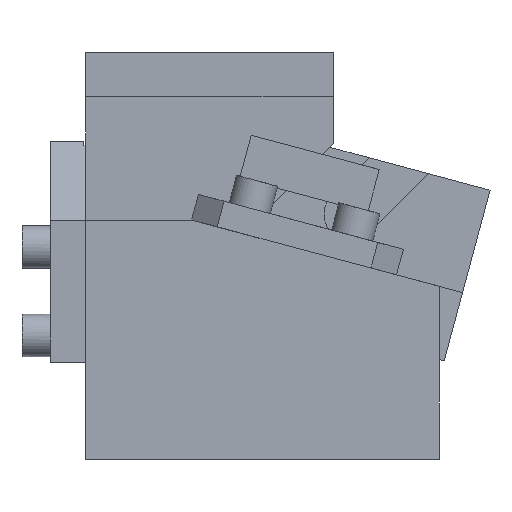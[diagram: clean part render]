
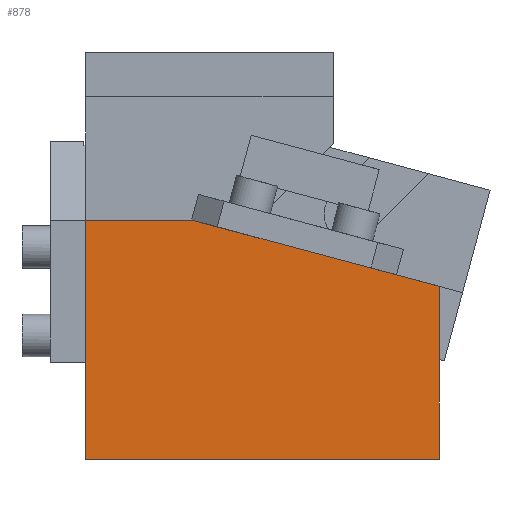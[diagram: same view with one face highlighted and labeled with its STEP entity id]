
A CAD part, front view. The second image highlights one B-rep face of the part: STEP entity #878.
In plain terms, the highlighted planar face has unit normal (0, -1, 0).
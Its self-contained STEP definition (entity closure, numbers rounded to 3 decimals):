
#307=CARTESIAN_POINT('Vertex',(0.,0.,0.)) ;
#311=CARTESIAN_POINT('Control Point',(0.,0.,135.)) ;
#312=CARTESIAN_POINT('Control Point',(0.,0.,108.)) ;
#313=CARTESIAN_POINT('Control Point',(0.,0.,81.)) ;
#314=CARTESIAN_POINT('Control Point',(0.,0.,54.)) ;
#315=CARTESIAN_POINT('Control Point',(0.,0.,27.)) ;
#316=CARTESIAN_POINT('Control Point',(0.,0.,0.)) ;
#317=CARTESIAN_POINT('Vertex',(0.,0.,135.)) ;
#483=CARTESIAN_POINT('Line Origine',(200.,0.,48.911)) ;
#487=CARTESIAN_POINT('Vertex',(200.,0.,0.)) ;
#489=CARTESIAN_POINT('Vertex',(200.,0.,97.821)) ;
#846=CARTESIAN_POINT('Axis2P3D Location',(0.,0.,10.)) ;
#851=CARTESIAN_POINT('Line Origine',(130.623,0.,116.411)) ;
#855=CARTESIAN_POINT('Vertex',(61.247,0.,135.)) ;
#859=CARTESIAN_POINT('Control Point',(61.247,0.,135.)) ;
#860=CARTESIAN_POINT('Control Point',(48.997,0.,135.)) ;
#861=CARTESIAN_POINT('Control Point',(36.748,0.,135.)) ;
#862=CARTESIAN_POINT('Control Point',(24.499,0.,135.)) ;
#863=CARTESIAN_POINT('Control Point',(12.249,0.,135.)) ;
#864=CARTESIAN_POINT('Control Point',(0.,0.,135.)) ;
#866=CARTESIAN_POINT('Line Origine',(100.,0.,0.)) ;
#484=DIRECTION('Vector Direction',(0.,0.,1.)) ;
#847=DIRECTION('Axis2P3D Direction',(0.,-1.,0.)) ;
#848=DIRECTION('Axis2P3D XDirection',(1.,0.,0.)) ;
#852=DIRECTION('Vector Direction',(-0.966,0.,0.259)) ;
#867=DIRECTION('Vector Direction',(-1.,0.,0.)) ;
#849=AXIS2_PLACEMENT_3D('Plane Axis2P3D',#846,#847,#848) ;
#872=ORIENTED_EDGE('',*,*,#857,.T.) ;
#873=ORIENTED_EDGE('',*,*,#865,.T.) ;
#874=ORIENTED_EDGE('',*,*,#319,.T.) ;
#875=ORIENTED_EDGE('',*,*,#870,.F.) ;
#876=ORIENTED_EDGE('',*,*,#491,.T.) ;
#485=VECTOR('Line Direction',#484,1.) ;
#853=VECTOR('Line Direction',#852,1.) ;
#868=VECTOR('Line Direction',#867,1.) ;
#878=ADVANCED_FACE('CAM HOLDER',(#877),#850,.T.) ;
#310=B_SPLINE_CURVE_WITH_KNOTS('',5,(#311,#312,#313,#314,#315,#316),.UNSPECIFIED.,.F.,.U.,(6,6),(0.,135.),.UNSPECIFIED.) ;
#858=B_SPLINE_CURVE_WITH_KNOTS('',5,(#859,#860,#861,#862,#863,#864),.UNSPECIFIED.,.F.,.U.,(6,6),(0.,61.247),.UNSPECIFIED.) ;
#319=EDGE_CURVE('',#318,#308,#310,.T.) ;
#491=EDGE_CURVE('',#488,#490,#486,.T.) ;
#857=EDGE_CURVE('',#490,#856,#854,.T.) ;
#865=EDGE_CURVE('',#856,#318,#858,.T.) ;
#870=EDGE_CURVE('',#488,#308,#869,.T.) ;
#871=EDGE_LOOP('',(#872,#873,#874,#875,#876)) ;
#877=FACE_OUTER_BOUND('',#871,.T.) ;
#486=LINE('Line',#483,#485) ;
#854=LINE('Line',#851,#853) ;
#869=LINE('Line',#866,#868) ;
#850=PLANE('Plane',#849) ;
#308=VERTEX_POINT('',#307) ;
#318=VERTEX_POINT('',#317) ;
#488=VERTEX_POINT('',#487) ;
#490=VERTEX_POINT('',#489) ;
#856=VERTEX_POINT('',#855) ;
